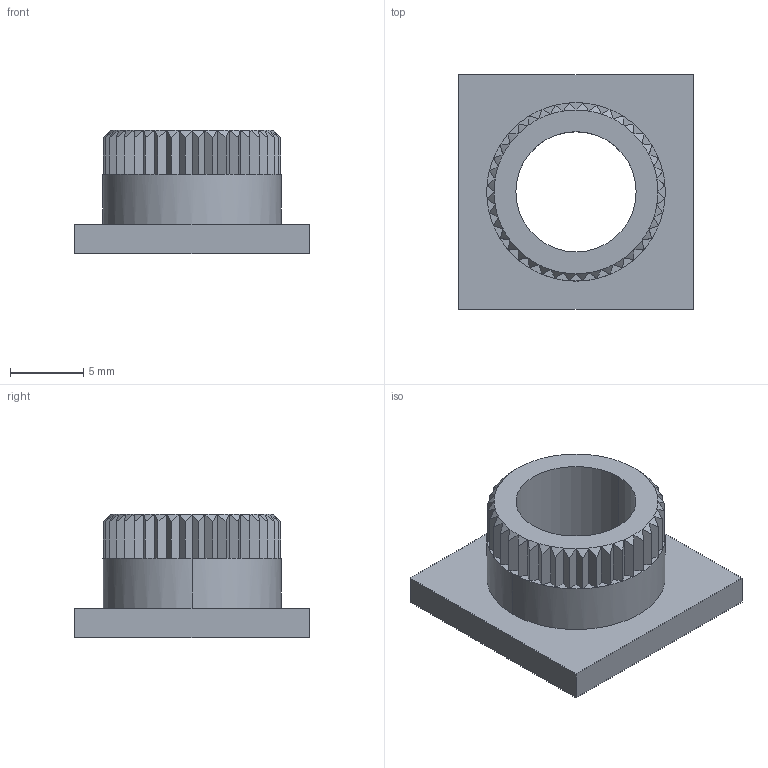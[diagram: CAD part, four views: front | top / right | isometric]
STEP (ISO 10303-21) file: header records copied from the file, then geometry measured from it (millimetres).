
FILE_DESCRIPTION (( 'STEP AP203' ), '1' );
FILE_NAME ('96448-B.STEP', '2014-04-02T12:43:34', ( 'Hajo' ), ( 'Microsoft' ), 'SwSTEP 2.0', 'SolidWorks 2011', '' );
FILE_SCHEMA (( 'CONFIG_CONTROL_DESIGN' ));
Length unit declared in the file: millimetre
Products named in the file (1): 96448-B
Bounding box: 16 x 16 x 8.4 mm (x, y, z)
Volume: 776.5 mm3; surface area: 1025.3 mm2
Topology: 1 solids, 1 shells, 134 faces, 308 edges, 178 vertices
Faces by surface type: plane 88, cone 42, cylinder 4
Entity records: 3807 total; most frequent: CARTESIAN_POINT 861, ORIENTED_EDGE 616, DIRECTION 548, EDGE_CURVE 308, AXIS2_PLACEMENT_3D 185, VERTEX_POINT 178, LINE 178, VECTOR 178
